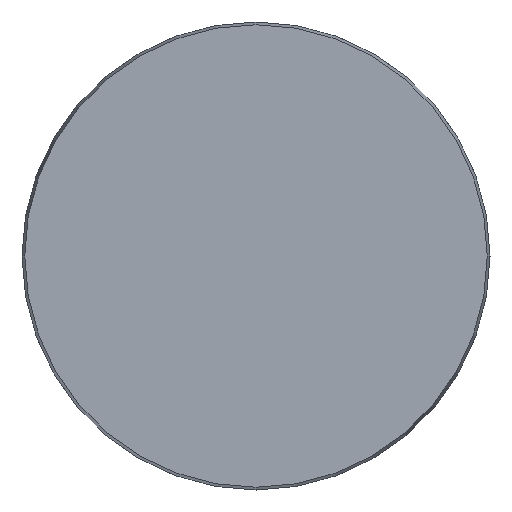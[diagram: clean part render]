
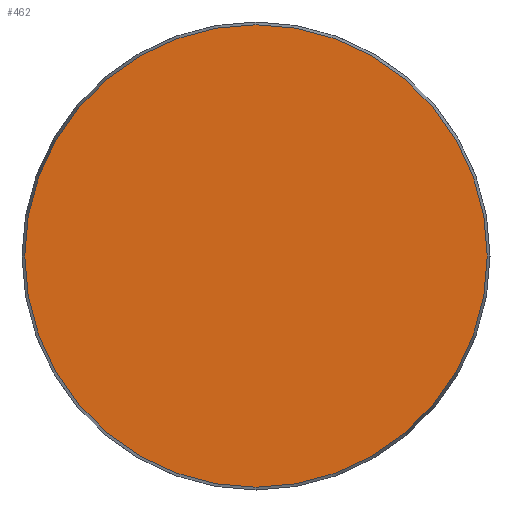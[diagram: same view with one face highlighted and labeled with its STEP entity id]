
A CAD part, front view. The second image highlights one B-rep face of the part: STEP entity #462.
In plain terms, the highlighted planar face has unit normal (0, -1, 0).
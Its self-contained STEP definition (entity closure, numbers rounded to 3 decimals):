
#56 = CIRCLE ( 'NONE', #470, 48.425 ) ;
#70 = CARTESIAN_POINT ( 'NONE',  ( 0., 0., 0. ) ) ;
#106 = ORIENTED_EDGE ( 'NONE', *, *, #308, .T. ) ;
#159 = EDGE_LOOP ( 'NONE', ( #106 ) ) ;
#198 = VERTEX_POINT ( 'NONE', #453 ) ;
#237 = DIRECTION ( 'NONE',  ( 0., 1., 0. ) ) ;
#239 = DIRECTION ( 'NONE',  ( 0., -1., 0. ) ) ;
#308 = EDGE_CURVE ( 'NONE', #198, #198, #56, .T. ) ;
#315 = CARTESIAN_POINT ( 'NONE',  ( -48.425, 0., 0. ) ) ;
#329 = AXIS2_PLACEMENT_3D ( 'NONE', #315, #237, #524 ) ;
#357 = FACE_OUTER_BOUND ( 'NONE', #159, .T. ) ;
#369 = DIRECTION ( 'NONE',  ( 0., 0., -1. ) ) ;
#444 = PLANE ( 'NONE',  #329 ) ;
#453 = CARTESIAN_POINT ( 'NONE',  ( 0., 0., -48.425 ) ) ;
#462 = ADVANCED_FACE ( 'NONE', ( #357 ), #444, .F. ) ;
#470 = AXIS2_PLACEMENT_3D ( 'NONE', #70, #239, #369 ) ;
#524 = DIRECTION ( 'NONE',  ( 0., 0., 1. ) ) ;
